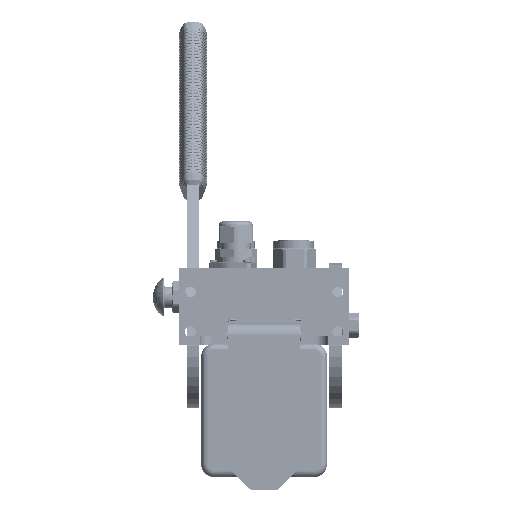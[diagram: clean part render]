
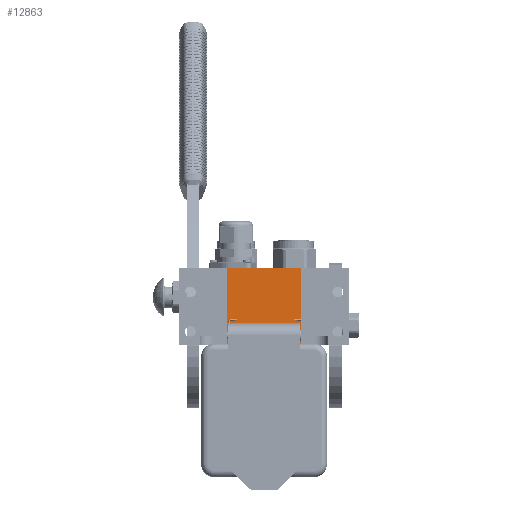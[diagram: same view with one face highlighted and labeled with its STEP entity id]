
A CAD part, left-side view. The second image highlights one B-rep face of the part: STEP entity #12863.
In plain terms, the highlighted face is planar.
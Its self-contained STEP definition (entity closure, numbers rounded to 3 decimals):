
#5947 = DIRECTION ( 'NONE',  ( -1., 0., 0. ) ) ;
#6405 = CARTESIAN_POINT ( 'NONE',  ( 29., 0., -107.5 ) ) ;
#12863 = ADVANCED_FACE ( 'NONE', ( #67409 ), #30380, .T. ) ;
#15691 = LINE ( 'NONE', #6405, #27477 ) ;
#21696 = DIRECTION ( 'NONE',  ( 0., 1., 0. ) ) ;
#23479 = ORIENTED_EDGE ( 'NONE', *, *, #122686, .T. ) ;
#25898 = LINE ( 'NONE', #54174, #192549 ) ;
#27477 = VECTOR ( 'NONE', #21696, 1000. ) ;
#30380 = PLANE ( 'NONE',  #45201 ) ;
#45201 = AXIS2_PLACEMENT_3D ( 'NONE', #75606, #74942, #181384 ) ;
#54174 = CARTESIAN_POINT ( 'NONE',  ( -29., 0., -107.5 ) ) ;
#63614 = LINE ( 'NONE', #166201, #101565 ) ;
#67409 = FACE_OUTER_BOUND ( 'NONE', #78582, .T. ) ;
#74942 = DIRECTION ( 'NONE',  ( 0., 0., -1. ) ) ;
#75606 = CARTESIAN_POINT ( 'NONE',  ( 29., 0., -107.5 ) ) ;
#78417 = VECTOR ( 'NONE', #5947, 1000. ) ;
#78582 = EDGE_LOOP ( 'NONE', ( #23479, #172644, #140650, #177447 ) ) ;
#84326 = CARTESIAN_POINT ( 'NONE',  ( 29., 60.2, -107.5 ) ) ;
#86184 = VERTEX_POINT ( 'NONE', #153889 ) ;
#88239 = EDGE_CURVE ( 'NONE', #175179, #180742, #142849, .T. ) ;
#95534 = CARTESIAN_POINT ( 'NONE',  ( -29., 60.2, -107.5 ) ) ;
#99463 = DIRECTION ( 'NONE',  ( 0., 1., 0. ) ) ;
#99778 = VERTEX_POINT ( 'NONE', #112759 ) ;
#101565 = VECTOR ( 'NONE', #122327, 1000. ) ;
#112759 = CARTESIAN_POINT ( 'NONE',  ( 29., 0., -107.5 ) ) ;
#122327 = DIRECTION ( 'NONE',  ( -1., 0., 0. ) ) ;
#122686 = EDGE_CURVE ( 'NONE', #86184, #180742, #25898, .T. ) ;
#140650 = ORIENTED_EDGE ( 'NONE', *, *, #160875, .F. ) ;
#142849 = LINE ( 'NONE', #84326, #78417 ) ;
#153623 = CARTESIAN_POINT ( 'NONE',  ( 29., 60.2, -107.5 ) ) ;
#153889 = CARTESIAN_POINT ( 'NONE',  ( -29., 0., -107.5 ) ) ;
#160229 = EDGE_CURVE ( 'NONE', #99778, #86184, #63614, .T. ) ;
#160875 = EDGE_CURVE ( 'NONE', #99778, #175179, #15691, .T. ) ;
#166201 = CARTESIAN_POINT ( 'NONE',  ( 29., 0., -107.5 ) ) ;
#172644 = ORIENTED_EDGE ( 'NONE', *, *, #88239, .F. ) ;
#175179 = VERTEX_POINT ( 'NONE', #153623 ) ;
#177447 = ORIENTED_EDGE ( 'NONE', *, *, #160229, .T. ) ;
#180742 = VERTEX_POINT ( 'NONE', #95534 ) ;
#181384 = DIRECTION ( 'NONE',  ( -1., 0., 0. ) ) ;
#192549 = VECTOR ( 'NONE', #99463, 1000. ) ;
